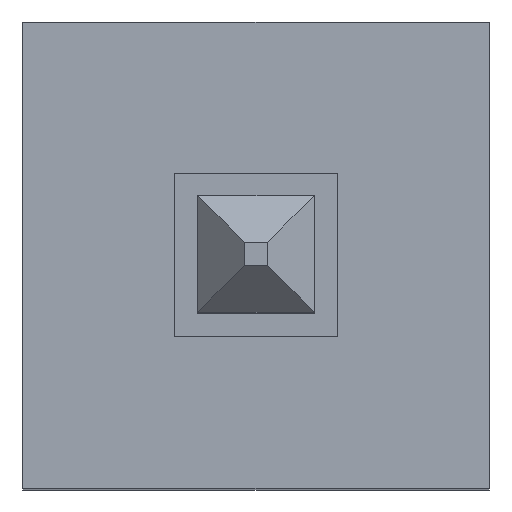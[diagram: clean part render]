
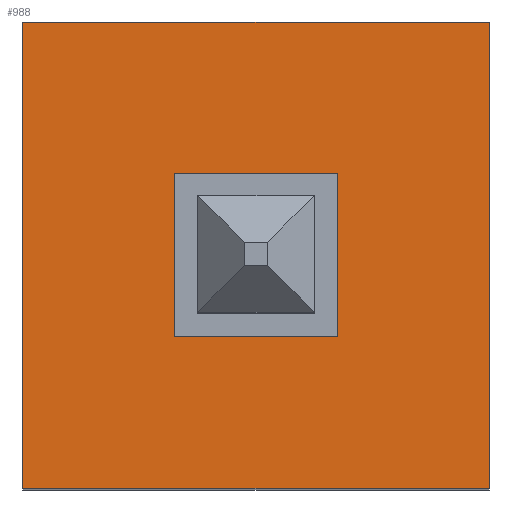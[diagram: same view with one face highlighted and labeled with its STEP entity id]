
A CAD part, top view. The second image highlights one B-rep face of the part: STEP entity #988.
In plain terms, the highlighted planar face has unit normal (0, 0, 1).
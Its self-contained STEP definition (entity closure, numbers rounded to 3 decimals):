
#16 = LINE ( 'NONE', #535, #1303 ) ;
#19 = LINE ( 'NONE', #31, #1455 ) ;
#31 = CARTESIAN_POINT ( 'NONE',  ( 1., 1., 4.3 ) ) ;
#57 = VECTOR ( 'NONE', #315, 1000. ) ;
#125 = EDGE_CURVE ( 'NONE', #1343, #344, #19, .T. ) ;
#138 = FACE_OUTER_BOUND ( 'NONE', #473, .T. ) ;
#173 = VERTEX_POINT ( 'NONE', #1423 ) ;
#174 = PLANE ( 'NONE',  #505 ) ;
#183 = DIRECTION ( 'NONE',  ( 0., 1., 0. ) ) ;
#196 = ORIENTED_EDGE ( 'NONE', *, *, #1405, .F. ) ;
#197 = EDGE_LOOP ( 'NONE', ( #510, #1412, #1375, #383 ) ) ;
#198 = EDGE_CURVE ( 'NONE', #881, #1261, #1167, .T. ) ;
#221 = VECTOR ( 'NONE', #1434, 1000. ) ;
#230 = EDGE_CURVE ( 'NONE', #173, #1373, #569, .T. ) ;
#285 = ORIENTED_EDGE ( 'NONE', *, *, #335, .F. ) ;
#294 = DIRECTION ( 'NONE',  ( 0., -1., 0. ) ) ;
#309 = CARTESIAN_POINT ( 'NONE',  ( -0.35, 0.35, 4.3 ) ) ;
#315 = DIRECTION ( 'NONE',  ( 1., 0., 0. ) ) ;
#335 = EDGE_CURVE ( 'NONE', #173, #1343, #16, .T. ) ;
#344 = VERTEX_POINT ( 'NONE', #524 ) ;
#379 = CARTESIAN_POINT ( 'NONE',  ( -0.35, 0., 4.3 ) ) ;
#383 = ORIENTED_EDGE ( 'NONE', *, *, #1436, .T. ) ;
#389 = DIRECTION ( 'NONE',  ( -1., 0., 0. ) ) ;
#413 = CARTESIAN_POINT ( 'NONE',  ( 0., -0.35, 4.3 ) ) ;
#436 = DIRECTION ( 'NONE',  ( 0., -1., 0. ) ) ;
#438 = CARTESIAN_POINT ( 'NONE',  ( 1., -1., 4.3 ) ) ;
#473 = EDGE_LOOP ( 'NONE', ( #761, #196, #777, #285 ) ) ;
#498 = FACE_BOUND ( 'NONE', #197, .T. ) ;
#500 = CARTESIAN_POINT ( 'NONE',  ( -0.35, -0.35, 4.3 ) ) ;
#505 = AXIS2_PLACEMENT_3D ( 'NONE', #1378, #1386, #1346 ) ;
#510 = ORIENTED_EDGE ( 'NONE', *, *, #1132, .T. ) ;
#524 = CARTESIAN_POINT ( 'NONE',  ( 1., -1., 4.3 ) ) ;
#535 = CARTESIAN_POINT ( 'NONE',  ( -1., 1., 4.3 ) ) ;
#553 = VERTEX_POINT ( 'NONE', #1384 ) ;
#569 = LINE ( 'NONE', #792, #1456 ) ;
#626 = VERTEX_POINT ( 'NONE', #811 ) ;
#761 = ORIENTED_EDGE ( 'NONE', *, *, #230, .T. ) ;
#763 = CARTESIAN_POINT ( 'NONE',  ( -0.35, 0.35, 4.3 ) ) ;
#777 = ORIENTED_EDGE ( 'NONE', *, *, #125, .F. ) ;
#792 = CARTESIAN_POINT ( 'NONE',  ( -1., 0., 4.3 ) ) ;
#811 = CARTESIAN_POINT ( 'NONE',  ( 0.35, 0.35, 4.3 ) ) ;
#835 = LINE ( 'NONE', #438, #221 ) ;
#859 = VECTOR ( 'NONE', #183, 1000. ) ;
#873 = CARTESIAN_POINT ( 'NONE',  ( -1., -1., 4.3 ) ) ;
#881 = VERTEX_POINT ( 'NONE', #500 ) ;
#988 = ADVANCED_FACE ( 'NONE', ( #498, #138 ), #174, .T. ) ;
#1035 = LINE ( 'NONE', #1143, #1055 ) ;
#1055 = VECTOR ( 'NONE', #436, 1000. ) ;
#1061 = EDGE_CURVE ( 'NONE', #553, #881, #1290, .T. ) ;
#1116 = DIRECTION ( 'NONE',  ( 0., -1., 0. ) ) ;
#1132 = EDGE_CURVE ( 'NONE', #626, #553, #1035, .T. ) ;
#1143 = CARTESIAN_POINT ( 'NONE',  ( 0.35, 0.35, 4.3 ) ) ;
#1167 = LINE ( 'NONE', #379, #859 ) ;
#1261 = VERTEX_POINT ( 'NONE', #309 ) ;
#1290 = LINE ( 'NONE', #413, #1302 ) ;
#1302 = VECTOR ( 'NONE', #389, 1000. ) ;
#1303 = VECTOR ( 'NONE', #1401, 1000. ) ;
#1324 = CARTESIAN_POINT ( 'NONE',  ( 1., 1., 4.3 ) ) ;
#1343 = VERTEX_POINT ( 'NONE', #1324 ) ;
#1346 = DIRECTION ( 'NONE',  ( 1., 0., 0. ) ) ;
#1373 = VERTEX_POINT ( 'NONE', #873 ) ;
#1375 = ORIENTED_EDGE ( 'NONE', *, *, #198, .T. ) ;
#1378 = CARTESIAN_POINT ( 'NONE',  ( 0., 0., 4.3 ) ) ;
#1384 = CARTESIAN_POINT ( 'NONE',  ( 0.35, -0.35, 4.3 ) ) ;
#1386 = DIRECTION ( 'NONE',  ( 0., 0., 1. ) ) ;
#1401 = DIRECTION ( 'NONE',  ( 1., 0., 0. ) ) ;
#1402 = LINE ( 'NONE', #763, #57 ) ;
#1405 = EDGE_CURVE ( 'NONE', #344, #1373, #835, .T. ) ;
#1412 = ORIENTED_EDGE ( 'NONE', *, *, #1061, .T. ) ;
#1423 = CARTESIAN_POINT ( 'NONE',  ( -1., 1., 4.3 ) ) ;
#1434 = DIRECTION ( 'NONE',  ( -1., 0., 0. ) ) ;
#1436 = EDGE_CURVE ( 'NONE', #1261, #626, #1402, .T. ) ;
#1455 = VECTOR ( 'NONE', #294, 1000. ) ;
#1456 = VECTOR ( 'NONE', #1116, 1000. ) ;
